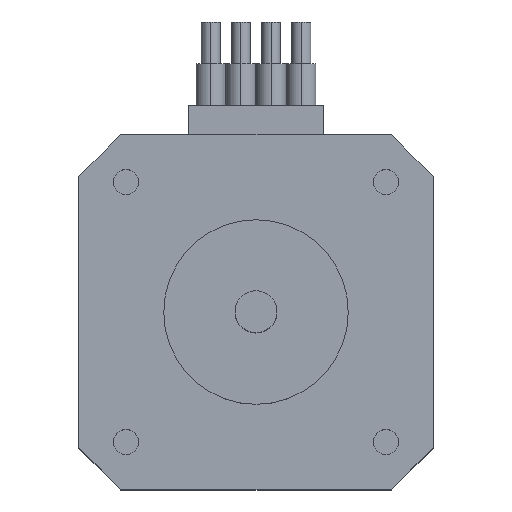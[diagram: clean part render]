
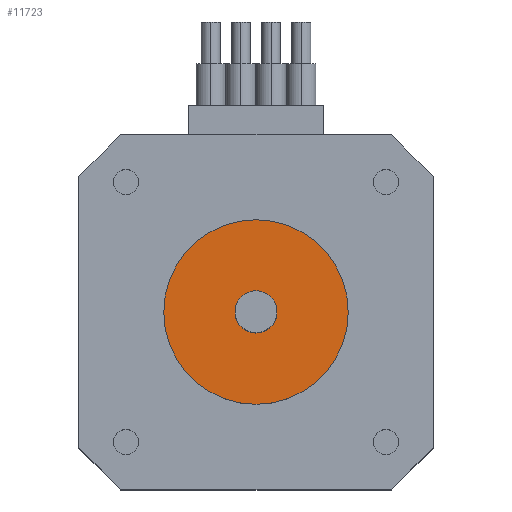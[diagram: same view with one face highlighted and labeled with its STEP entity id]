
A CAD part, top view. The second image highlights one B-rep face of the part: STEP entity #11723.
In plain terms, the highlighted planar face has unit normal (0, 0, 1).
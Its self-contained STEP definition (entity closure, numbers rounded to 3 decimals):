
#2046 = ORIENTED_EDGE ( 'NONE', *, *, #32042, .F. ) ;
#3215 = DIRECTION ( 'NONE',  ( 0., 0., 1. ) ) ;
#8346 = CARTESIAN_POINT ( 'NONE',  ( -11., 0., 41. ) ) ;
#8395 = ORIENTED_EDGE ( 'NONE', *, *, #37543, .T. ) ;
#8705 = FACE_OUTER_BOUND ( 'NONE', #42478, .T. ) ;
#9759 = CARTESIAN_POINT ( 'NONE',  ( 2.5, 0., 41. ) ) ;
#10029 = ORIENTED_EDGE ( 'NONE', *, *, #10300, .T. ) ;
#10300 = EDGE_CURVE ( 'NONE', #20103, #14100, #20526, .T. ) ;
#11478 = DIRECTION ( 'NONE',  ( 0., 0., 1. ) ) ;
#11723 = ADVANCED_FACE ( 'NONE', ( #30748, #8705 ), #39726, .T. ) ;
#12014 = DIRECTION ( 'NONE',  ( 0., 0., 1. ) ) ;
#12029 = CARTESIAN_POINT ( 'NONE',  ( 11., 0., 41. ) ) ;
#14100 = VERTEX_POINT ( 'NONE', #8346 ) ;
#14748 = CARTESIAN_POINT ( 'NONE',  ( 0., 0., 41. ) ) ;
#16133 = DIRECTION ( 'NONE',  ( 1., 0., 0. ) ) ;
#16433 = AXIS2_PLACEMENT_3D ( 'NONE', #39204, #3215, #16133 ) ;
#17455 = DIRECTION ( 'NONE',  ( 1., 0., 0. ) ) ;
#18732 = CIRCLE ( 'NONE', #29679, 2.5 ) ;
#19121 = AXIS2_PLACEMENT_3D ( 'NONE', #14748, #11478, #17455 ) ;
#19977 = CARTESIAN_POINT ( 'NONE',  ( 0., 0., 41. ) ) ;
#20103 = VERTEX_POINT ( 'NONE', #12029 ) ;
#20444 = DIRECTION ( 'NONE',  ( 0., 0., 1. ) ) ;
#20526 = CIRCLE ( 'NONE', #16433, 11. ) ;
#21125 = EDGE_LOOP ( 'NONE', ( #2046, #23825 ) ) ;
#22059 = CIRCLE ( 'NONE', #19121, 11. ) ;
#23287 = DIRECTION ( 'NONE',  ( 0., 0., 1. ) ) ;
#23825 = ORIENTED_EDGE ( 'NONE', *, *, #29705, .F. ) ;
#24630 = CARTESIAN_POINT ( 'NONE',  ( 0., 0., 41. ) ) ;
#26614 = DIRECTION ( 'NONE',  ( 1., 0., 0. ) ) ;
#29090 = VERTEX_POINT ( 'NONE', #39841 ) ;
#29159 = AXIS2_PLACEMENT_3D ( 'NONE', #19977, #23287, #26614 ) ;
#29679 = AXIS2_PLACEMENT_3D ( 'NONE', #24630, #12014, #34943 ) ;
#29705 = EDGE_CURVE ( 'NONE', #30514, #29090, #37431, .T. ) ;
#30514 = VERTEX_POINT ( 'NONE', #9759 ) ;
#30748 = FACE_BOUND ( 'NONE', #21125, .T. ) ;
#32042 = EDGE_CURVE ( 'NONE', #29090, #30514, #18732, .T. ) ;
#32921 = AXIS2_PLACEMENT_3D ( 'NONE', #37075, #20444, #40215 ) ;
#34943 = DIRECTION ( 'NONE',  ( 1., 0., 0. ) ) ;
#37075 = CARTESIAN_POINT ( 'NONE',  ( 0., 0., 41. ) ) ;
#37431 = CIRCLE ( 'NONE', #32921, 2.5 ) ;
#37543 = EDGE_CURVE ( 'NONE', #14100, #20103, #22059, .T. ) ;
#39204 = CARTESIAN_POINT ( 'NONE',  ( 0., 0., 41. ) ) ;
#39726 = PLANE ( 'NONE',  #29159 ) ;
#39841 = CARTESIAN_POINT ( 'NONE',  ( -2.5, 0., 41. ) ) ;
#40215 = DIRECTION ( 'NONE',  ( 1., 0., 0. ) ) ;
#42478 = EDGE_LOOP ( 'NONE', ( #8395, #10029 ) ) ;
